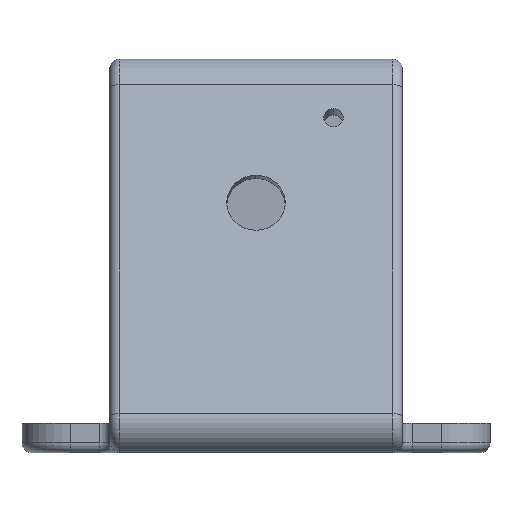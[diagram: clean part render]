
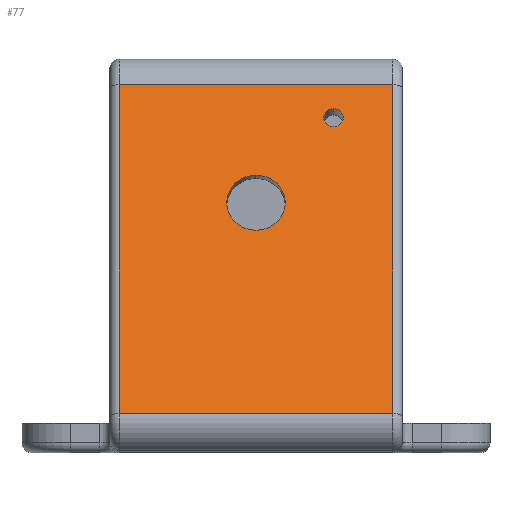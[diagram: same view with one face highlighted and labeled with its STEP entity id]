
A CAD part, top view. The second image highlights one B-rep face of the part: STEP entity #77.
In plain terms, the highlighted planar face has unit normal (0, 0.342, 0.94).
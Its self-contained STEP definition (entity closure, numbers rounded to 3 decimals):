
#77=ADVANCED_FACE('NONE',(#200,#201,#202),#203,.T.);
#200=FACE_OUTER_BOUND('',#430,.T.);
#201=FACE_BOUND('',#431,.T.);
#202=FACE_BOUND('',#432,.T.);
#203=PLANE('',#433);
#430=EDGE_LOOP('',(#721,#722,#723,#724));
#431=EDGE_LOOP('',(#725,#726));
#432=EDGE_LOOP('',(#727,#728));
#433=AXIS2_PLACEMENT_3D('',#729,#730,#731);
#721=ORIENTED_EDGE('',*,*,#1557,.F.);
#722=ORIENTED_EDGE('',*,*,#1558,.T.);
#723=ORIENTED_EDGE('',*,*,#1516,.T.);
#724=ORIENTED_EDGE('',*,*,#1559,.T.);
#725=ORIENTED_EDGE('',*,*,#1560,.T.);
#726=ORIENTED_EDGE('',*,*,#1542,.T.);
#727=ORIENTED_EDGE('',*,*,#1551,.F.);
#728=ORIENTED_EDGE('',*,*,#1555,.F.);
#729=CARTESIAN_POINT('',(-30.0,37.742,12.923));
#730=DIRECTION('',(0.,0.342,0.94));
#731=DIRECTION('',(1.0,0.,0.));
#1516=EDGE_CURVE('NONE',#1795,#1793,#1796,.T.);
#1542=EDGE_CURVE('NONE',#1844,#1845,#1846,.T.);
#1551=EDGE_CURVE('NONE',#1862,#1863,#1864,.T.);
#1555=EDGE_CURVE('NONE',#1863,#1862,#1870,.T.);
#1557=EDGE_CURVE('NONE',#1872,#1873,#1874,.T.);
#1558=EDGE_CURVE('NONE',#1872,#1795,#1875,.T.);
#1559=EDGE_CURVE('NONE',#1793,#1873,#1876,.T.);
#1560=EDGE_CURVE('NONE',#1845,#1844,#1877,.T.);
#1793=VERTEX_POINT('NONE',#2236);
#1795=VERTEX_POINT('NONE',#2238);
#1796=LINE('',#2239,#2240);
#1844=VERTEX_POINT('NONE',#2296);
#1845=VERTEX_POINT('NONE',#2297);
#1846=CIRCLE('',#2298,3.0);
#1862=VERTEX_POINT('NONE',#2318);
#1863=VERTEX_POINT('NONE',#2319);
#1864=CIRCLE('',#2320,1.0);
#1870=CIRCLE('',#2328,1.0);
#1872=VERTEX_POINT('NONE',#2330);
#1873=VERTEX_POINT('NONE',#2331);
#1874=LINE('',#2332,#2333);
#1875=LINE('',#2334,#2335);
#1876=LINE('',#2336,#2337);
#1877=CIRCLE('',#2338,3.0);
#2236=CARTESIAN_POINT('',(-1.,4.026,25.194));
#2238=CARTESIAN_POINT('',(-29.0,4.026,25.194));
#2239=CARTESIAN_POINT('',(-30.0,4.026,25.194));
#2240=VECTOR('',#2828,1000.0);
#2296=CARTESIAN_POINT('',(-15.0,22.806,18.359));
#2297=CARTESIAN_POINT('',(-15.0,28.444,16.307));
#2298=AXIS2_PLACEMENT_3D('',#2888,#2889,#2890);
#2318=CARTESIAN_POINT('',(-7.05,35.304,13.81));
#2319=CARTESIAN_POINT('',(-7.05,33.424,14.494));
#2320=AXIS2_PLACEMENT_3D('',#2907,#2908,#2909);
#2328=AXIS2_PLACEMENT_3D('',#2915,#2916,#2917);
#2330=CARTESIAN_POINT('',(-29.0,37.742,12.923));
#2331=CARTESIAN_POINT('',(-1.,37.742,12.923));
#2332=CARTESIAN_POINT('',(-30.0,37.742,12.923));
#2333=VECTOR('',#2921,1000.0);
#2334=CARTESIAN_POINT('',(-29.0,37.742,12.923));
#2335=VECTOR('',#2922,1000.0);
#2336=CARTESIAN_POINT('',(-1.,37.742,12.923));
#2337=VECTOR('',#2923,1000.0);
#2338=AXIS2_PLACEMENT_3D('',#2924,#2925,#2926);
#2828=DIRECTION('',(1.0,0.,0.));
#2888=CARTESIAN_POINT('',(-15.0,25.625,17.333));
#2889=DIRECTION('',(0.,-0.342,-0.94));
#2890=DIRECTION('',(0.,-0.94,0.342));
#2907=CARTESIAN_POINT('',(-7.05,34.364,14.152));
#2908=DIRECTION('',(0.,0.342,0.94));
#2909=DIRECTION('',(0.,-0.94,0.342));
#2915=CARTESIAN_POINT('',(-7.05,34.364,14.152));
#2916=DIRECTION('',(0.,0.342,0.94));
#2917=DIRECTION('',(0.,-0.94,0.342));
#2921=DIRECTION('',(1.0,0.,0.));
#2922=DIRECTION('',(0.,-0.94,0.342));
#2923=DIRECTION('',(0.,0.94,-0.342));
#2924=CARTESIAN_POINT('',(-15.0,25.625,17.333));
#2925=DIRECTION('',(0.,-0.342,-0.94));
#2926=DIRECTION('',(0.,-0.94,0.342));
